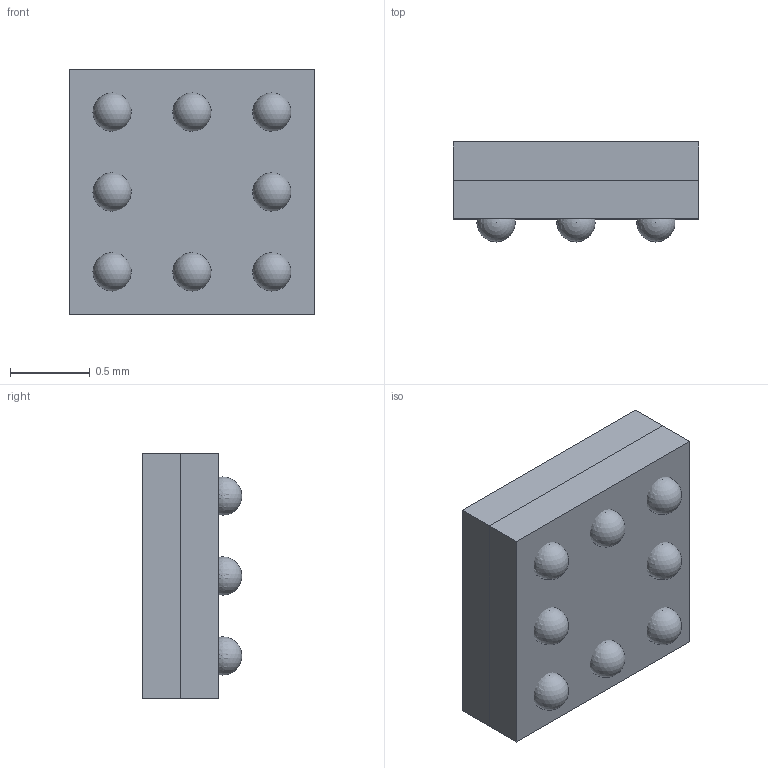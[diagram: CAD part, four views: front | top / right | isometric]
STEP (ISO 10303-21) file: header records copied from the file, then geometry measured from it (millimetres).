
FILE_DESCRIPTION(/* description */ (''),/* implementation_level */ '2;1');
FILE_NAME(/* name */ 'TMP006 v2.step',/* time_stamp */ '2018-12-12T14:59:42+00:00',/* author */ ('manuel.caballeroRY3AB'),/* organization */ (''),/* preprocessor_version */ 'ST-DEVELOPER v17.2',/* originating_system */ 'Autodesk Translation Framework v7.6.0.251',/* authorisation */ '');
FILE_SCHEMA (('AUTOMOTIVE_DESIGN { 1 0 10303 214 3 1 1 }'));
Length unit declared in the file: millimetre
Products named in the file (2): TMP006; BGA9CP50_3X3_153X153X62B30 v1
Assembly tree (1 placements, depth 2):
  TMP006
    BGA9CP50_3X3_153X153X62B30 v1
Bounding box: 1.54 x 0.62 x 1.54 mm (x, y, z)
Volume: 1.2 mm3; surface area: 13.9 mm2
Topology: 10 solids, 10 shells, 22 faces, 53 edges, 36 vertices
Faces by surface type: plane 13, sphere 8, torus 1
Entity records: 639 total; most frequent: DIRECTION 100, CARTESIAN_POINT 98, ORIENTED_EDGE 74, AXIS2_PLACEMENT_3D 38, EDGE_CURVE 37, VERTEX_POINT 36, LINE 24, VECTOR 24
